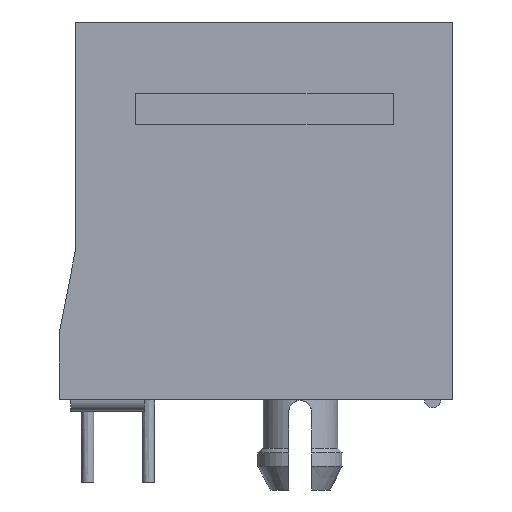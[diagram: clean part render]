
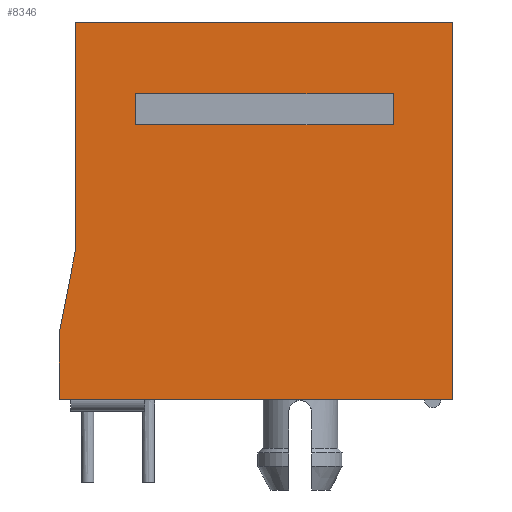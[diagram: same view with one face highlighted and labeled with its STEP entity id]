
A CAD part, left-side view. The second image highlights one B-rep face of the part: STEP entity #8346.
In plain terms, the highlighted face is planar.
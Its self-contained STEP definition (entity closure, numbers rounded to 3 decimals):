
#218=PLANE('',#8730);
#685=LINE('',#11774,#1351);
#688=LINE('',#11780,#1354);
#690=LINE('',#11784,#1356);
#692=LINE('',#11788,#1358);
#887=LINE('',#12327,#1553);
#888=LINE('',#12330,#1554);
#889=LINE('',#12332,#1555);
#890=LINE('',#12334,#1556);
#891=LINE('',#12336,#1557);
#892=LINE('',#12338,#1558);
#1351=VECTOR('',#9650,1000.);
#1354=VECTOR('',#9655,1000.);
#1356=VECTOR('',#9659,1000.);
#1358=VECTOR('',#9663,1000.);
#1553=VECTOR('',#10018,1000.);
#1554=VECTOR('',#10019,1000.);
#1555=VECTOR('',#10020,1000.);
#1556=VECTOR('',#10021,1000.);
#1557=VECTOR('',#10022,1000.);
#1558=VECTOR('',#10023,1000.);
#2827=ORIENTED_EDGE('',*,*,#4378,.T.);
#2828=ORIENTED_EDGE('',*,*,#4379,.T.);
#2829=ORIENTED_EDGE('',*,*,#4380,.T.);
#2830=ORIENTED_EDGE('',*,*,#4381,.T.);
#2831=ORIENTED_EDGE('',*,*,#4382,.T.);
#2832=ORIENTED_EDGE('',*,*,#4383,.T.);
#2833=ORIENTED_EDGE('',*,*,#4151,.T.);
#2834=ORIENTED_EDGE('',*,*,#4149,.T.);
#2835=ORIENTED_EDGE('',*,*,#4147,.T.);
#2836=ORIENTED_EDGE('',*,*,#4144,.T.);
#4144=EDGE_CURVE('',#4945,#4946,#685,.T.);
#4147=EDGE_CURVE('',#4947,#4945,#688,.T.);
#4149=EDGE_CURVE('',#4948,#4947,#690,.T.);
#4151=EDGE_CURVE('',#4946,#4948,#692,.T.);
#4378=EDGE_CURVE('',#5097,#5098,#887,.T.);
#4379=EDGE_CURVE('',#5098,#5099,#888,.T.);
#4380=EDGE_CURVE('',#5099,#5100,#889,.T.);
#4381=EDGE_CURVE('',#5100,#5101,#890,.T.);
#4382=EDGE_CURVE('',#5101,#5102,#891,.T.);
#4383=EDGE_CURVE('',#5102,#5097,#892,.T.);
#4945=VERTEX_POINT('',#11775);
#4946=VERTEX_POINT('',#11776);
#4947=VERTEX_POINT('',#11781);
#4948=VERTEX_POINT('',#11785);
#5097=VERTEX_POINT('',#12328);
#5098=VERTEX_POINT('',#12329);
#5099=VERTEX_POINT('',#12331);
#5100=VERTEX_POINT('',#12333);
#5101=VERTEX_POINT('',#12335);
#5102=VERTEX_POINT('',#12337);
#5434=EDGE_LOOP('',(#2827,#2828,#2829,#2830,#2831,#2832));
#5435=EDGE_LOOP('',(#2833,#2834,#2835,#2836));
#5797=FACE_BOUND('',#5434,.T.);
#5798=FACE_BOUND('',#5435,.T.);
#8346=ADVANCED_FACE('',(#5797,#5798),#218,.T.);
#8730=AXIS2_PLACEMENT_3D('',#12326,#10016,#10017);
#9650=DIRECTION('',(-1.,0.,0.));
#9655=DIRECTION('',(0.,0.,1.));
#9659=DIRECTION('',(1.,0.,0.));
#9663=DIRECTION('',(0.,0.,-1.));
#10016=DIRECTION('',(0.,1.,0.));
#10017=DIRECTION('',(0.,0.,1.));
#10018=DIRECTION('',(0.,0.,1.));
#10019=DIRECTION('',(1.,0.,0.));
#10020=DIRECTION('',(0.,0.,-1.));
#10021=DIRECTION('',(-1.,0.,0.));
#10022=DIRECTION('',(-0.982,0.,-0.191));
#10023=DIRECTION('',(-1.,0.,0.));
#11774=CARTESIAN_POINT('',(4.9,6.75,5.4));
#11775=CARTESIAN_POINT('',(4.9,6.75,5.4));
#11776=CARTESIAN_POINT('',(3.6,6.75,5.4));
#11780=CARTESIAN_POINT('',(4.9,6.75,-5.4));
#11781=CARTESIAN_POINT('',(4.9,6.75,-5.4));
#11784=CARTESIAN_POINT('',(3.6,6.75,-5.4));
#11785=CARTESIAN_POINT('',(3.6,6.75,-5.4));
#11788=CARTESIAN_POINT('',(3.6,6.75,5.4));
#12326=CARTESIAN_POINT('',(0.,6.75,0.));
#12327=CARTESIAN_POINT('',(-7.9,6.75,-8.6));
#12328=CARTESIAN_POINT('',(-7.9,6.75,-8.6));
#12329=CARTESIAN_POINT('',(-7.9,6.75,7.9));
#12330=CARTESIAN_POINT('',(-7.9,6.75,7.9));
#12331=CARTESIAN_POINT('',(7.9,6.75,7.9));
#12332=CARTESIAN_POINT('',(7.9,6.75,7.9));
#12333=CARTESIAN_POINT('',(7.9,6.75,-7.9));
#12334=CARTESIAN_POINT('',(7.9,6.75,-7.9));
#12335=CARTESIAN_POINT('',(-1.6,6.75,-7.9));
#12336=CARTESIAN_POINT('',(-1.6,6.75,-7.9));
#12337=CARTESIAN_POINT('',(-5.2,6.75,-8.6));
#12338=CARTESIAN_POINT('',(-5.2,6.75,-8.6));
